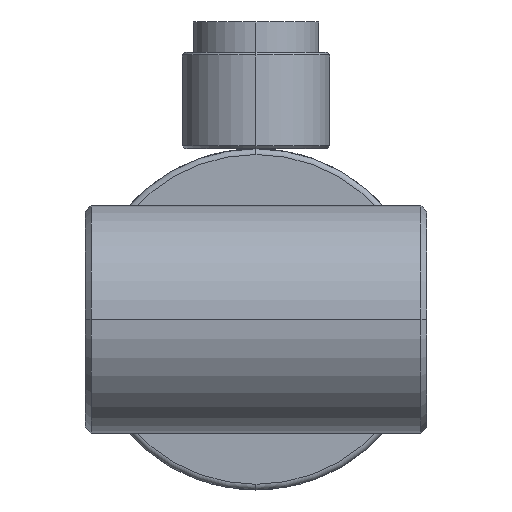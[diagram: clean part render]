
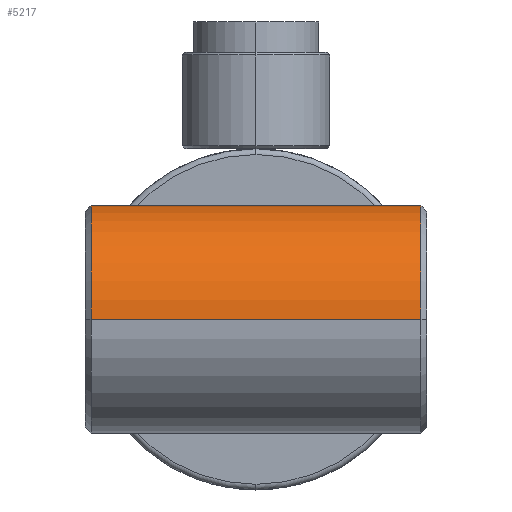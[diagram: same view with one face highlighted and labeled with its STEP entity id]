
A CAD part, left-side view. The second image highlights one B-rep face of the part: STEP entity #5217.
In plain terms, the highlighted cylindrical face has radius 20 mm (diameter 40 mm), a partial arc.
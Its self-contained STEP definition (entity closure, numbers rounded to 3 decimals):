
#25 = FACE_OUTER_BOUND ( 'NONE', #7748, .T. ) ;
#263 = DIRECTION ( 'NONE',  ( 0., -1., 0. ) ) ;
#564 = VERTEX_POINT ( 'NONE', #4444 ) ;
#826 = CARTESIAN_POINT ( 'NONE',  ( 0., -35., 0. ) ) ;
#1263 = ORIENTED_EDGE ( 'NONE', *, *, #5275, .F. ) ;
#1579 = CARTESIAN_POINT ( 'NONE',  ( -40., -35., 0. ) ) ;
#1726 = CARTESIAN_POINT ( 'NONE',  ( -40., -29., 0. ) ) ;
#1920 = CARTESIAN_POINT ( 'NONE',  ( -20., -35., 0. ) ) ;
#2064 = DIRECTION ( 'NONE',  ( 1., 0., 0. ) ) ;
#2163 = EDGE_CURVE ( 'NONE', #564, #7326, #6924, .T. ) ;
#2738 = AXIS2_PLACEMENT_3D ( 'NONE', #8667, #5322, #4648 ) ;
#3361 = DIRECTION ( 'NONE',  ( 0., -1., 0. ) ) ;
#3502 = ORIENTED_EDGE ( 'NONE', *, *, #2163, .F. ) ;
#3529 = EDGE_CURVE ( 'NONE', #564, #8375, #7714, .T. ) ;
#4444 = CARTESIAN_POINT ( 'NONE',  ( 0., 29., 0. ) ) ;
#4571 = AXIS2_PLACEMENT_3D ( 'NONE', #1920, #3361, #6086 ) ;
#4648 = DIRECTION ( 'NONE',  ( 1., 0., 0. ) ) ;
#4675 = ORIENTED_EDGE ( 'NONE', *, *, #3529, .T. ) ;
#5187 = ORIENTED_EDGE ( 'NONE', *, *, #8550, .T. ) ;
#5193 = VECTOR ( 'NONE', #7618, 1000. ) ;
#5217 = ADVANCED_FACE ( 'NONE', ( #25 ), #5508, .T. ) ;
#5275 = EDGE_CURVE ( 'NONE', #7326, #5638, #6417, .T. ) ;
#5322 = DIRECTION ( 'NONE',  ( 0., -1., 0. ) ) ;
#5424 = DIRECTION ( 'NONE',  ( 0., -1., 0. ) ) ;
#5508 = CYLINDRICAL_SURFACE ( 'NONE', #4571, 20. ) ;
#5604 = LINE ( 'NONE', #1579, #5193 ) ;
#5638 = VERTEX_POINT ( 'NONE', #1726 ) ;
#6014 = CARTESIAN_POINT ( 'NONE',  ( 0., -29., 0. ) ) ;
#6086 = DIRECTION ( 'NONE',  ( 1., 0., 0. ) ) ;
#6417 = CIRCLE ( 'NONE', #2738, 20. ) ;
#6924 = LINE ( 'NONE', #826, #8286 ) ;
#7326 = VERTEX_POINT ( 'NONE', #6014 ) ;
#7618 = DIRECTION ( 'NONE',  ( 0., -1., 0. ) ) ;
#7714 = CIRCLE ( 'NONE', #8283, 20. ) ;
#7748 = EDGE_LOOP ( 'NONE', ( #4675, #5187, #1263, #3502 ) ) ;
#8283 = AXIS2_PLACEMENT_3D ( 'NONE', #8500, #5424, #2064 ) ;
#8286 = VECTOR ( 'NONE', #263, 1000. ) ;
#8375 = VERTEX_POINT ( 'NONE', #8506 ) ;
#8500 = CARTESIAN_POINT ( 'NONE',  ( -20., 29., 0. ) ) ;
#8506 = CARTESIAN_POINT ( 'NONE',  ( -40., 29., 0. ) ) ;
#8550 = EDGE_CURVE ( 'NONE', #8375, #5638, #5604, .T. ) ;
#8667 = CARTESIAN_POINT ( 'NONE',  ( -20., -29., 0. ) ) ;
